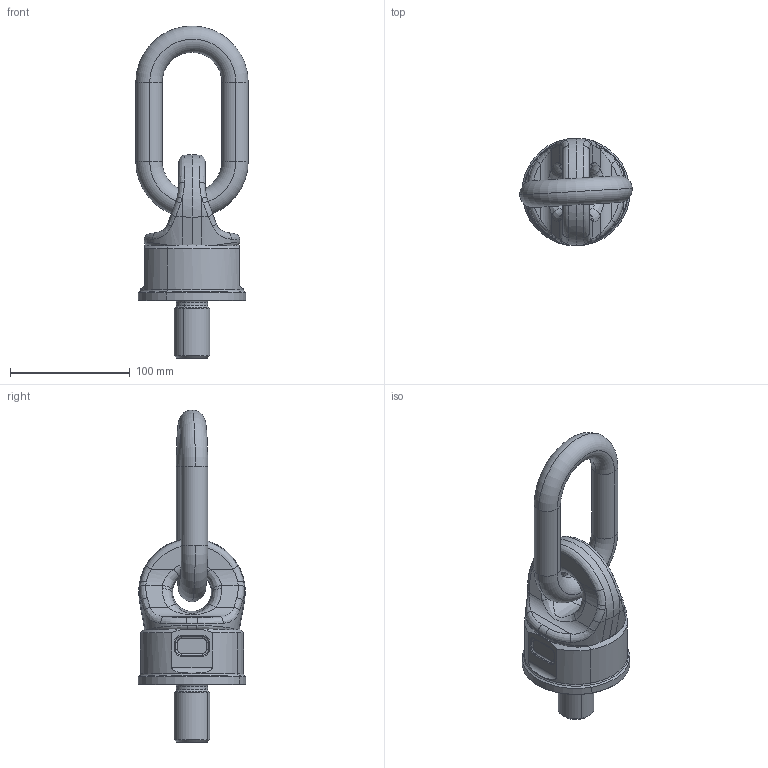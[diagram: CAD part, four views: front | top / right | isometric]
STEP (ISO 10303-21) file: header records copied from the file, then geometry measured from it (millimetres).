
FILE_DESCRIPTION(('CATIA V5 STEP Exchange'),'2;1');
FILE_NAME('8-272-060.stp','2017-06-16T07:40:20+00:00',('none'),('none'),'CATIA Version 5 Release 21 GA (IN-10)','CATIA V5 STEP AP203','none');
FILE_SCHEMA(('CONFIG_CONTROL_DESIGN'));
Length unit declared in the file: millimetre
Products named in the file (1): 8-272-060
Bounding box: 93.84 x 89.97 x 277.11 mm (x, y, z)
Volume: 596696 mm3; surface area: 67413.6 mm2
Topology: 2 solids, 2 shells, 162 faces, 383 edges, 225 vertices
Faces by surface type: bspline 50, cylinder 36, torus 33, plane 25, cone 18
Entity records: 8373 total; most frequent: CARTESIAN_POINT 5178, ORIENTED_EDGE 766, DIRECTION 422, EDGE_CURVE 383, AXIS2_PLACEMENT_3D 231, VERTEX_POINT 225, EDGE_LOOP 166, ADVANCED_FACE 162
